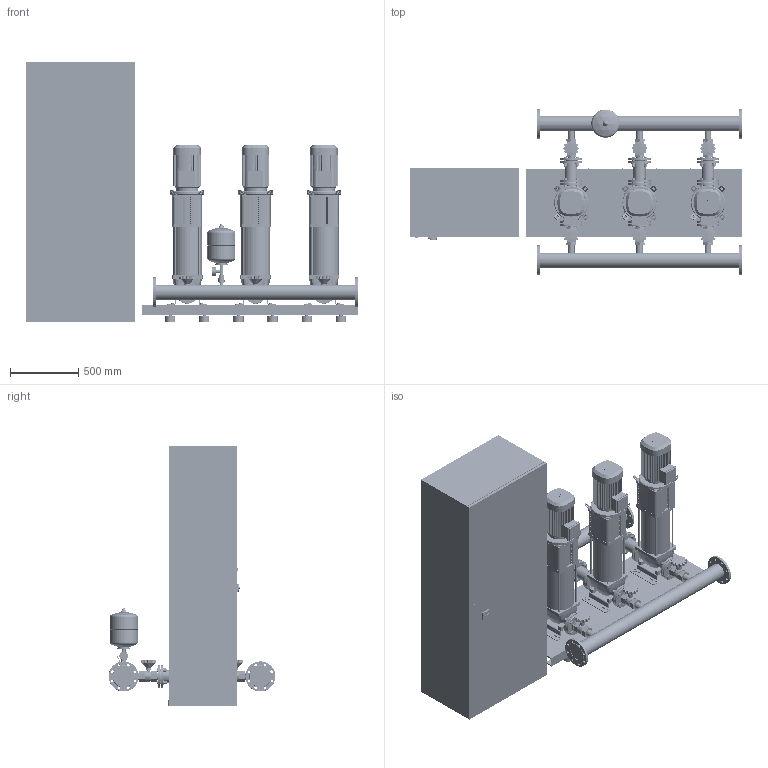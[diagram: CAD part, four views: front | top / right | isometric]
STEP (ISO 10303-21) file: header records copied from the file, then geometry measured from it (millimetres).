
FILE_DESCRIPTION((''),'2;1');
FILE_NAME('3d_COR-3HELIXV2205_K_CC-01-2530557.stp','2016-01-22T14:02:08',(''),(''),'Mechanical Desktop 2009','Mechanical Desktop 2009',', , ');
FILE_SCHEMA(('CONFIG_CONTROL_DESIGN'));
Length unit declared in the file: millimetre
Products named in the file (1): Product
Bounding box: 2430 x 1220 x 1900 mm (x, y, z)
Volume: 942394890.2 mm3; surface area: 18585137.6 mm2
Topology: 167 solids, 167 shells, 6002 faces, 15309 edges, 9967 vertices
Faces by surface type: plane 2412, cylinder 1615, bspline 1477, cone 292, torus 198, sphere 8
Entity records: 201647 total; most frequent: CARTESIAN_POINT 56241, ORIENTED_EDGE 30606, DIRECTION 28804, EDGE_CURVE 15303, VERTEX_POINT 9963, AXIS2_PLACEMENT_3D 9727, VECTOR 9350, LINE 9350
